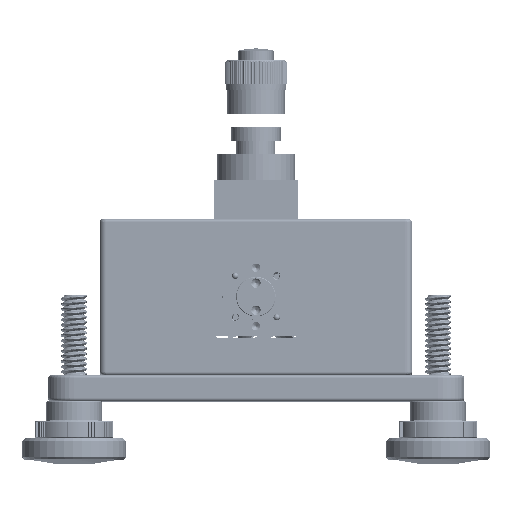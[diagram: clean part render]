
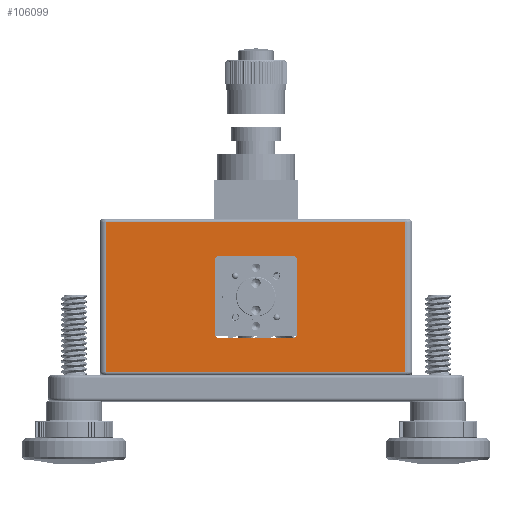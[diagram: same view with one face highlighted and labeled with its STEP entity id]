
A CAD part, top view. The second image highlights one B-rep face of the part: STEP entity #106099.
In plain terms, the highlighted planar face has unit normal (0, 0, 1).
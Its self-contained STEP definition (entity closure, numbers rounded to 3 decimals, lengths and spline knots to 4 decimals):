
#1289=FACE_BOUND('',#17768,.T.);
#4244=PLANE('',#113890);
#11797=FACE_OUTER_BOUND('',#17767,.T.);
#17767=EDGE_LOOP('',(#81775,#81776,#81777,#81778));
#17768=EDGE_LOOP('',(#81779,#81780,#81781,#81782,#81783,#81784,#81785,#81786));
#23175=CIRCLE('',#113891,0.0313);
#23176=CIRCLE('',#113892,0.0313);
#23177=CIRCLE('',#113893,0.0312);
#23178=CIRCLE('',#113894,0.0313);
#28107=LINE('',#262728,#36224);
#28111=LINE('',#262775,#36228);
#28112=LINE('',#262778,#36229);
#28113=LINE('',#262779,#36230);
#28114=LINE('',#262782,#36231);
#28115=LINE('',#262786,#36232);
#28116=LINE('',#262790,#36233);
#28117=LINE('',#262794,#36234);
#36224=VECTOR('',#131176,0.3937);
#36228=VECTOR('',#131204,0.3937);
#36229=VECTOR('',#131207,0.3937);
#36230=VECTOR('',#131208,0.3937);
#36231=VECTOR('',#131209,0.3937);
#36232=VECTOR('',#131212,0.3937);
#36233=VECTOR('',#131215,0.3937);
#36234=VECTOR('',#131218,0.3937);
#45720=VERTEX_POINT('',#262722);
#45721=VERTEX_POINT('',#262726);
#45725=VERTEX_POINT('',#262773);
#45726=VERTEX_POINT('',#262777);
#45727=VERTEX_POINT('',#262780);
#45728=VERTEX_POINT('',#262781);
#45729=VERTEX_POINT('',#262783);
#45730=VERTEX_POINT('',#262785);
#45731=VERTEX_POINT('',#262787);
#45732=VERTEX_POINT('',#262789);
#45733=VERTEX_POINT('',#262791);
#45734=VERTEX_POINT('',#262793);
#58480=EDGE_CURVE('',#45721,#45720,#28107,.T.);
#58492=EDGE_CURVE('',#45725,#45720,#28111,.T.);
#58493=EDGE_CURVE('',#45725,#45726,#28112,.T.);
#58494=EDGE_CURVE('',#45726,#45721,#28113,.T.);
#58495=EDGE_CURVE('',#45727,#45728,#28114,.T.);
#58496=EDGE_CURVE('',#45728,#45729,#23175,.T.);
#58497=EDGE_CURVE('',#45729,#45730,#28115,.T.);
#58498=EDGE_CURVE('',#45730,#45731,#23176,.T.);
#58499=EDGE_CURVE('',#45731,#45732,#28116,.T.);
#58500=EDGE_CURVE('',#45732,#45733,#23177,.T.);
#58501=EDGE_CURVE('',#45733,#45734,#28117,.T.);
#58502=EDGE_CURVE('',#45734,#45727,#23178,.T.);
#81775=ORIENTED_EDGE('',*,*,#58493,.F.);
#81776=ORIENTED_EDGE('',*,*,#58492,.T.);
#81777=ORIENTED_EDGE('',*,*,#58480,.F.);
#81778=ORIENTED_EDGE('',*,*,#58494,.F.);
#81779=ORIENTED_EDGE('',*,*,#58495,.T.);
#81780=ORIENTED_EDGE('',*,*,#58496,.T.);
#81781=ORIENTED_EDGE('',*,*,#58497,.T.);
#81782=ORIENTED_EDGE('',*,*,#58498,.T.);
#81783=ORIENTED_EDGE('',*,*,#58499,.T.);
#81784=ORIENTED_EDGE('',*,*,#58500,.T.);
#81785=ORIENTED_EDGE('',*,*,#58501,.T.);
#81786=ORIENTED_EDGE('',*,*,#58502,.T.);
#106099=ADVANCED_FACE('',(#11797,#1289),#4244,.T.);
#113890=AXIS2_PLACEMENT_3D('',#262776,#131205,#131206);
#113891=AXIS2_PLACEMENT_3D('',#262784,#131210,#131211);
#113892=AXIS2_PLACEMENT_3D('',#262788,#131213,#131214);
#113893=AXIS2_PLACEMENT_3D('',#262792,#131216,#131217);
#113894=AXIS2_PLACEMENT_3D('',#262795,#131219,#131220);
#131176=DIRECTION('',(1.,0.,0.));
#131204=DIRECTION('',(0.,1.,0.));
#131205=DIRECTION('center_axis',(0.,0.,
1.));
#131206=DIRECTION('ref_axis',(1.,0.,0.));
#131207=DIRECTION('',(-1.,0.,0.));
#131208=DIRECTION('',(0.,1.,0.));
#131209=DIRECTION('',(0.,1.,0.));
#131210=DIRECTION('center_axis',(0.,0.,
-1.));
#131211=DIRECTION('ref_axis',(0.,1.,0.));
#131212=DIRECTION('',(1.,0.,0.));
#131213=DIRECTION('center_axis',(0.,0.,
-1.));
#131214=DIRECTION('ref_axis',(1.,0.,0.));
#131215=DIRECTION('',(0.,-1.,0.));
#131216=DIRECTION('center_axis',(0.,0.,
-1.));
#131217=DIRECTION('ref_axis',(0.,-1.,0.));
#131218=DIRECTION('',(-1.,0.,0.));
#131219=DIRECTION('center_axis',(0.,0.,
-1.));
#131220=DIRECTION('ref_axis',(-1.,0.,0.));
#262722=CARTESIAN_POINT('',(-0.2428,1.4688,0.024));
#262726=CARTESIAN_POINT('',(-3.1178,1.4688,0.024));
#262728=CARTESIAN_POINT('',(-2.3991,1.4688,0.024));
#262773=CARTESIAN_POINT('',(-0.2428,0.0312,0.024));
#262775=CARTESIAN_POINT('',(-0.2428,0.,0.024));
#262776=CARTESIAN_POINT('Origin',(-3.1178,0.,
0.024));
#262777=CARTESIAN_POINT('',(-3.1178,0.0313,0.024));
#262778=CARTESIAN_POINT('',(-2.3991,0.0313,0.024));
#262779=CARTESIAN_POINT('',(-3.1178,0.,0.024));
#262780=CARTESIAN_POINT('',(-2.0728,0.3888,0.024));
#262781=CARTESIAN_POINT('',(-2.0728,1.1113,0.024));
#262782=CARTESIAN_POINT('',(-2.0728,0.1944,0.024));
#262783=CARTESIAN_POINT('',(-2.0416,1.1425,0.024));
#262784=CARTESIAN_POINT('Origin',(-2.0416,1.1113,0.024));
#262785=CARTESIAN_POINT('',(-1.3191,1.1425,0.024));
#262786=CARTESIAN_POINT('',(-2.5797,1.1425,0.024));
#262787=CARTESIAN_POINT('',(-1.2878,1.1113,0.024));
#262788=CARTESIAN_POINT('Origin',(-1.3191,1.1113,0.024));
#262789=CARTESIAN_POINT('',(-1.2878,0.3888,0.024));
#262790=CARTESIAN_POINT('',(-1.2878,0.5556,0.024));
#262791=CARTESIAN_POINT('',(-1.3191,0.3575,0.024));
#262792=CARTESIAN_POINT('Origin',(-1.3191,0.3888,0.024));
#262793=CARTESIAN_POINT('',(-2.0416,0.3575,0.024));
#262794=CARTESIAN_POINT('',(-2.2184,0.3575,0.024));
#262795=CARTESIAN_POINT('Origin',(-2.0416,0.3888,0.024));
